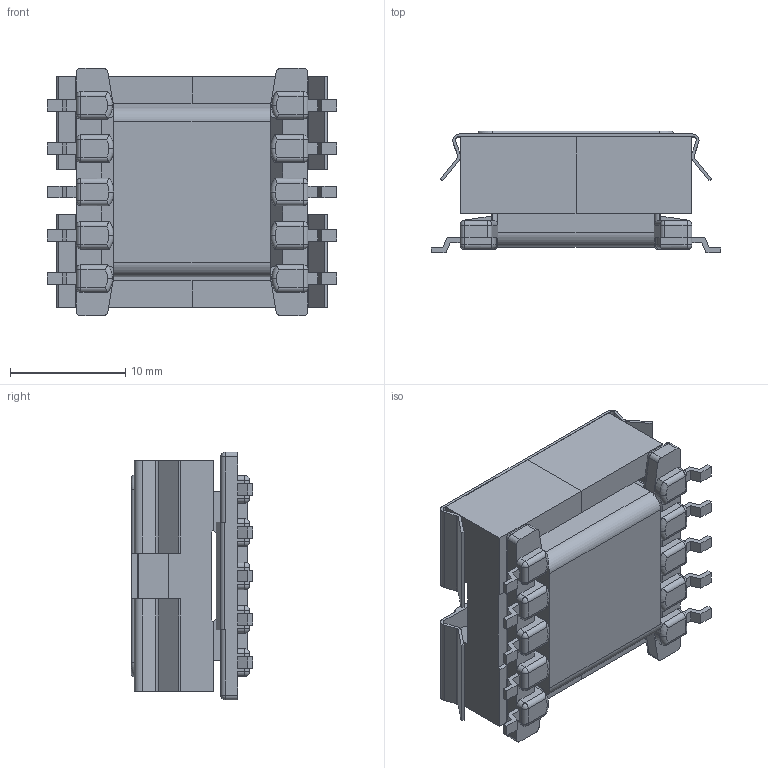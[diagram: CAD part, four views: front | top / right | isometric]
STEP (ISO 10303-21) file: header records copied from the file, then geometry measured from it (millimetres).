
FILE_DESCRIPTION (( 'STEP AP214' ), '1' );
FILE_NAME ('EFD20_4290_0169.STEP', '2019-01-31T19:11:01', ( '' ), ( '' ), 'SwSTEP 2.0', 'SolidWorks 2017', '' );
FILE_SCHEMA (( 'AUTOMOTIVE_DESIGN' ));
Length unit declared in the file: millimetre
Products named in the file (5): 139-0169_6B; 150-2124_6B; 070-4290_coil; 070-4290_6E; EFD20_4290_0169
Assembly tree (5 placements, depth 2):
  EFD20_4290_0169
    070-4290_6E
    070-4290_coil
    150-2124_6B  x2
    139-0169_6B
Bounding box: 25.08 x 10.53 x 21.48 mm (x, y, z)
Volume: 3411.8 mm3; surface area: 5459.9 mm2
Topology: 5 solids, 5 shells, 484 faces, 1278 edges, 786 vertices
Faces by surface type: plane 289, cylinder 140, sphere 28, torus 27
Entity records: 15207 total; most frequent: CARTESIAN_POINT 2572, ORIENTED_EDGE 2360, DIRECTION 2347, EDGE_CURVE 1180, LINE 861, VECTOR 861, AXIS2_PLACEMENT_3D 743, VERTEX_POINT 740
